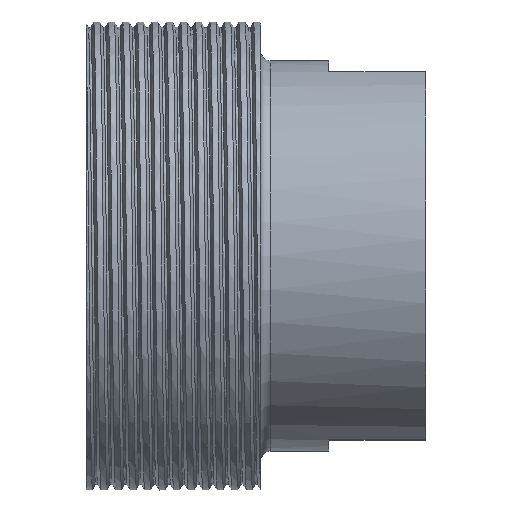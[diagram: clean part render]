
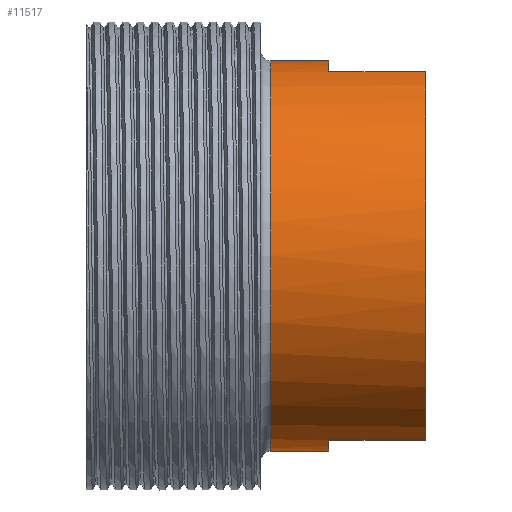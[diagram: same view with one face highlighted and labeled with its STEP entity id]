
A CAD part, top view. The second image highlights one B-rep face of the part: STEP entity #11517.
In plain terms, the highlighted cylindrical face has radius 20.15 mm (diameter 40.3 mm), a partial arc.
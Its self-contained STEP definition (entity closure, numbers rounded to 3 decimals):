
#53 = LINE ( 'NONE', #1871, #4180 ) ;
#132 = DIRECTION ( 'NONE',  ( -1., 0., 0. ) ) ;
#231 = DIRECTION ( 'NONE',  ( -1., 0., 0. ) ) ;
#340 = DIRECTION ( 'NONE',  ( 0., -1., 0. ) ) ;
#902 = DIRECTION ( 'NONE',  ( 0., -1., 0. ) ) ;
#1025 = VERTEX_POINT ( 'NONE', #10421 ) ;
#1136 = CARTESIAN_POINT ( 'NONE',  ( -10., 19., 6.71 ) ) ;
#1409 = DIRECTION ( 'NONE',  ( 1., 0., 0. ) ) ;
#1871 = CARTESIAN_POINT ( 'NONE',  ( -10.65, -20.15, 0. ) ) ;
#1934 = CARTESIAN_POINT ( 'NONE',  ( 0., -19., 6.71 ) ) ;
#2009 = LINE ( 'NONE', #6733, #7529 ) ;
#2196 = EDGE_LOOP ( 'NONE', ( #9030, #9165, #5829, #2818, #5139, #11097, #2355, #3360 ) ) ;
#2238 = VERTEX_POINT ( 'NONE', #6762 ) ;
#2355 = ORIENTED_EDGE ( 'NONE', *, *, #8196, .T. ) ;
#2441 = AXIS2_PLACEMENT_3D ( 'NONE', #7148, #1409, #8120 ) ;
#2797 = EDGE_CURVE ( 'NONE', #2238, #7079, #4556, .T. ) ;
#2818 = ORIENTED_EDGE ( 'NONE', *, *, #3515, .F. ) ;
#2825 = CARTESIAN_POINT ( 'NONE',  ( -16., 0., 0. ) ) ;
#2937 = EDGE_CURVE ( 'NONE', #8062, #7079, #2009, .T. ) ;
#2945 = CARTESIAN_POINT ( 'NONE',  ( -10.65, -19., 6.71 ) ) ;
#3360 = ORIENTED_EDGE ( 'NONE', *, *, #2937, .T. ) ;
#3515 = EDGE_CURVE ( 'NONE', #7720, #5169, #53, .T. ) ;
#3651 = VERTEX_POINT ( 'NONE', #3672 ) ;
#3672 = CARTESIAN_POINT ( 'NONE',  ( -16., 20.15, 0. ) ) ;
#3912 = DIRECTION ( 'NONE',  ( -1., 0., 0. ) ) ;
#4102 = AXIS2_PLACEMENT_3D ( 'NONE', #6239, #9947, #4229 ) ;
#4180 = VECTOR ( 'NONE', #9276, 1000. ) ;
#4229 = DIRECTION ( 'NONE',  ( 0., 1., 0. ) ) ;
#4477 = FACE_OUTER_BOUND ( 'NONE', #2196, .T. ) ;
#4556 = CIRCLE ( 'NONE', #2441, 20.15 ) ;
#4633 = CIRCLE ( 'NONE', #11435, 20.15 ) ;
#5139 = ORIENTED_EDGE ( 'NONE', *, *, #6048, .F. ) ;
#5169 = VERTEX_POINT ( 'NONE', #5673 ) ;
#5623 = VECTOR ( 'NONE', #132, 1000. ) ;
#5633 = CARTESIAN_POINT ( 'NONE',  ( 0., 0., 0. ) ) ;
#5673 = CARTESIAN_POINT ( 'NONE',  ( -16., -20.15, 0. ) ) ;
#5829 = ORIENTED_EDGE ( 'NONE', *, *, #10523, .F. ) ;
#6048 = EDGE_CURVE ( 'NONE', #1025, #7720, #7974, .T. ) ;
#6142 = CYLINDRICAL_SURFACE ( 'NONE', #10857, 20.15 ) ;
#6239 = CARTESIAN_POINT ( 'NONE',  ( -10., 0., 0. ) ) ;
#6535 = DIRECTION ( 'NONE',  ( -1., 0., 0. ) ) ;
#6733 = CARTESIAN_POINT ( 'NONE',  ( -10.65, 19., 6.71 ) ) ;
#6762 = CARTESIAN_POINT ( 'NONE',  ( -10., 20.15, 0. ) ) ;
#6768 = LINE ( 'NONE', #2945, #8122 ) ;
#7079 = VERTEX_POINT ( 'NONE', #1136 ) ;
#7148 = CARTESIAN_POINT ( 'NONE',  ( -10., 0., 0. ) ) ;
#7282 = DIRECTION ( 'NONE',  ( -1., 0., 0. ) ) ;
#7529 = VECTOR ( 'NONE', #7750, 1000. ) ;
#7720 = VERTEX_POINT ( 'NONE', #10593 ) ;
#7750 = DIRECTION ( 'NONE',  ( -1., 0., 0. ) ) ;
#7974 = CIRCLE ( 'NONE', #4102, 20.15 ) ;
#8062 = VERTEX_POINT ( 'NONE', #10218 ) ;
#8120 = DIRECTION ( 'NONE',  ( 0., 1., 0. ) ) ;
#8122 = VECTOR ( 'NONE', #3912, 1000. ) ;
#8142 = CIRCLE ( 'NONE', #10712, 20.15 ) ;
#8196 = EDGE_CURVE ( 'NONE', #9146, #8062, #8142, .T. ) ;
#8250 = CARTESIAN_POINT ( 'NONE',  ( -10.65, 20.15, 0. ) ) ;
#9030 = ORIENTED_EDGE ( 'NONE', *, *, #2797, .F. ) ;
#9146 = VERTEX_POINT ( 'NONE', #1934 ) ;
#9165 = ORIENTED_EDGE ( 'NONE', *, *, #11619, .T. ) ;
#9276 = DIRECTION ( 'NONE',  ( -1., 0., 0. ) ) ;
#9947 = DIRECTION ( 'NONE',  ( 1., 0., 0. ) ) ;
#10081 = DIRECTION ( 'NONE',  ( 0., -1., 0. ) ) ;
#10218 = CARTESIAN_POINT ( 'NONE',  ( 0., 19., 6.71 ) ) ;
#10421 = CARTESIAN_POINT ( 'NONE',  ( -10., -19., 6.71 ) ) ;
#10523 = EDGE_CURVE ( 'NONE', #5169, #3651, #4633, .T. ) ;
#10593 = CARTESIAN_POINT ( 'NONE',  ( -10., -20.15, 0. ) ) ;
#10612 = EDGE_CURVE ( 'NONE', #9146, #1025, #6768, .T. ) ;
#10712 = AXIS2_PLACEMENT_3D ( 'NONE', #5633, #231, #902 ) ;
#10819 = CARTESIAN_POINT ( 'NONE',  ( -10.65, 0., 0. ) ) ;
#10857 = AXIS2_PLACEMENT_3D ( 'NONE', #10819, #7282, #10081 ) ;
#11097 = ORIENTED_EDGE ( 'NONE', *, *, #10612, .F. ) ;
#11239 = LINE ( 'NONE', #8250, #5623 ) ;
#11435 = AXIS2_PLACEMENT_3D ( 'NONE', #2825, #6535, #340 ) ;
#11517 = ADVANCED_FACE ( 'NONE', ( #4477 ), #6142, .T. ) ;
#11619 = EDGE_CURVE ( 'NONE', #2238, #3651, #11239, .T. ) ;
